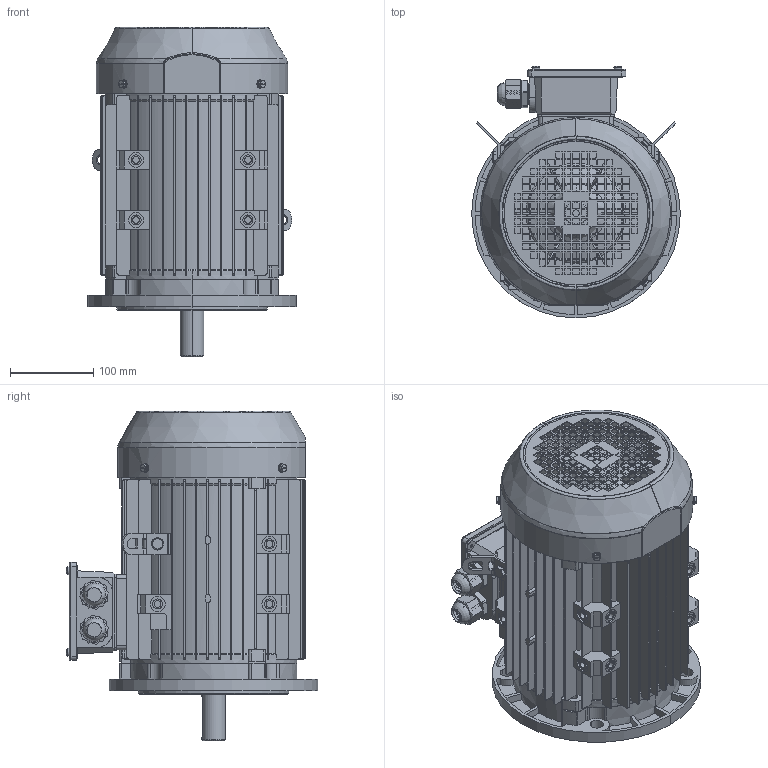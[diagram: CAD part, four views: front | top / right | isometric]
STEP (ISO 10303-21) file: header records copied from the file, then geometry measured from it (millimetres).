
FILE_DESCRIPTION (( 'STEP AP203' ), '1' );
FILE_NAME ('JL3-112-B5.step', '2018-12-14T08:52:24', ( '' ), ( '' ), 'SwSTEP 2.0', 'SolidWorks 2018', '' );
FILE_SCHEMA (( 'CONFIG_CONTROL_DESIGN' ));
Length unit declared in the file: millimetre
Products named in the file (1): JL3-112-B5
Bounding box: 250 x 301.65 x 395 mm (x, y, z)
Volume: 2863696.6 mm3; surface area: 1237387.4 mm2
Topology: 46 solids, 46 shells, 3635 faces, 10172 edges, 6710 vertices
Faces by surface type: plane 1599, cylinder 1588, cone 214, bspline 206, torus 20, sphere 8
Entity records: 149006 total; most frequent: CARTESIAN_POINT 54252, ORIENTED_EDGE 20316, DIRECTION 19452, EDGE_CURVE 10158, AXIS2_PLACEMENT_3D 6988, VERTEX_POINT 6706, VECTOR 5476, LINE 5476
